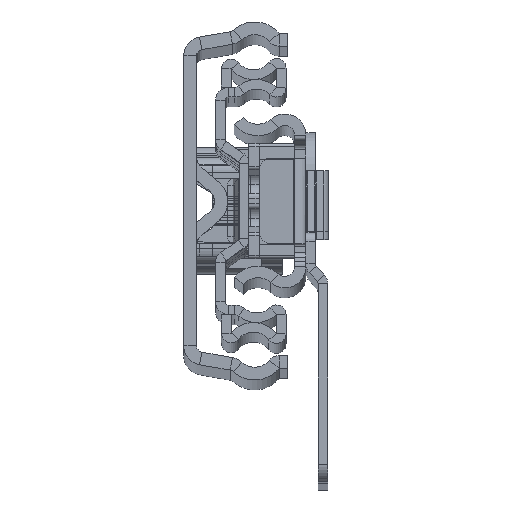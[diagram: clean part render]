
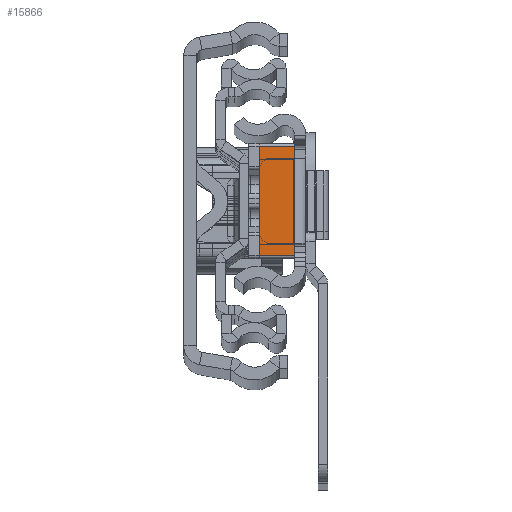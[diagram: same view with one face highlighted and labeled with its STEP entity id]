
A CAD part, top view. The second image highlights one B-rep face of the part: STEP entity #15866.
In plain terms, the highlighted planar face has unit normal (0, 0, 1).
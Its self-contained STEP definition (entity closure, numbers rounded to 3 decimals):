
#810 = CARTESIAN_POINT ( 'NONE',  ( 5.5, 8.5, 0. ) ) ;
#2642 = DIRECTION ( 'NONE',  ( 0., -1., 0. ) ) ;
#2806 = ORIENTED_EDGE ( 'NONE', *, *, #29683, .T. ) ;
#3183 = CARTESIAN_POINT ( 'NONE',  ( 0., 8.5, 0. ) ) ;
#3586 = VERTEX_POINT ( 'NONE', #810 ) ;
#6877 = PLANE ( 'NONE',  #27862 ) ;
#9615 = LINE ( 'NONE', #14186, #20910 ) ;
#11074 = LINE ( 'NONE', #23530, #31937 ) ;
#11937 = FACE_OUTER_BOUND ( 'NONE', #22287, .T. ) ;
#12261 = ORIENTED_EDGE ( 'NONE', *, *, #29203, .T. ) ;
#12556 = EDGE_CURVE ( 'NONE', #21805, #27707, #28958, .T. ) ;
#13205 = ORIENTED_EDGE ( 'NONE', *, *, #13951, .T. ) ;
#13951 = EDGE_CURVE ( 'NONE', #27707, #3586, #11074, .T. ) ;
#14186 = CARTESIAN_POINT ( 'NONE',  ( 0., 8.5, 0. ) ) ;
#14418 = CARTESIAN_POINT ( 'NONE',  ( 0., 11114.482, 0. ) ) ;
#15866 = ADVANCED_FACE ( 'NONE', ( #11937 ), #6877, .T. ) ;
#16221 = VECTOR ( 'NONE', #28636, 1000. ) ;
#16325 = DIRECTION ( 'NONE',  ( 0., 1., 0. ) ) ;
#17165 = DIRECTION ( 'NONE',  ( 1., 0., 0. ) ) ;
#18869 = CARTESIAN_POINT ( 'NONE',  ( 0., -8.5, 0. ) ) ;
#20883 = VECTOR ( 'NONE', #2642, 1000. ) ;
#20910 = VECTOR ( 'NONE', #21591, 1000. ) ;
#21591 = DIRECTION ( 'NONE',  ( -1., 0., 0. ) ) ;
#21805 = VERTEX_POINT ( 'NONE', #18869 ) ;
#22287 = EDGE_LOOP ( 'NONE', ( #2806, #28141, #13205, #12261 ) ) ;
#23530 = CARTESIAN_POINT ( 'NONE',  ( 5.5, 11114.482, 0. ) ) ;
#23887 = CARTESIAN_POINT ( 'NONE',  ( 0., -8.5, 0. ) ) ;
#26240 = VERTEX_POINT ( 'NONE', #3183 ) ;
#27033 = DIRECTION ( 'NONE',  ( 0., 0., 1. ) ) ;
#27572 = LINE ( 'NONE', #32324, #20883 ) ;
#27707 = VERTEX_POINT ( 'NONE', #29127 ) ;
#27862 = AXIS2_PLACEMENT_3D ( 'NONE', #14418, #27033, #17165 ) ;
#28141 = ORIENTED_EDGE ( 'NONE', *, *, #12556, .T. ) ;
#28636 = DIRECTION ( 'NONE',  ( 1., 0., 0. ) ) ;
#28958 = LINE ( 'NONE', #23887, #16221 ) ;
#29127 = CARTESIAN_POINT ( 'NONE',  ( 5.5, -8.5, 0. ) ) ;
#29203 = EDGE_CURVE ( 'NONE', #3586, #26240, #9615, .T. ) ;
#29683 = EDGE_CURVE ( 'NONE', #26240, #21805, #27572, .T. ) ;
#31937 = VECTOR ( 'NONE', #16325, 1000. ) ;
#32324 = CARTESIAN_POINT ( 'NONE',  ( 0., 11114.482, 0. ) ) ;
